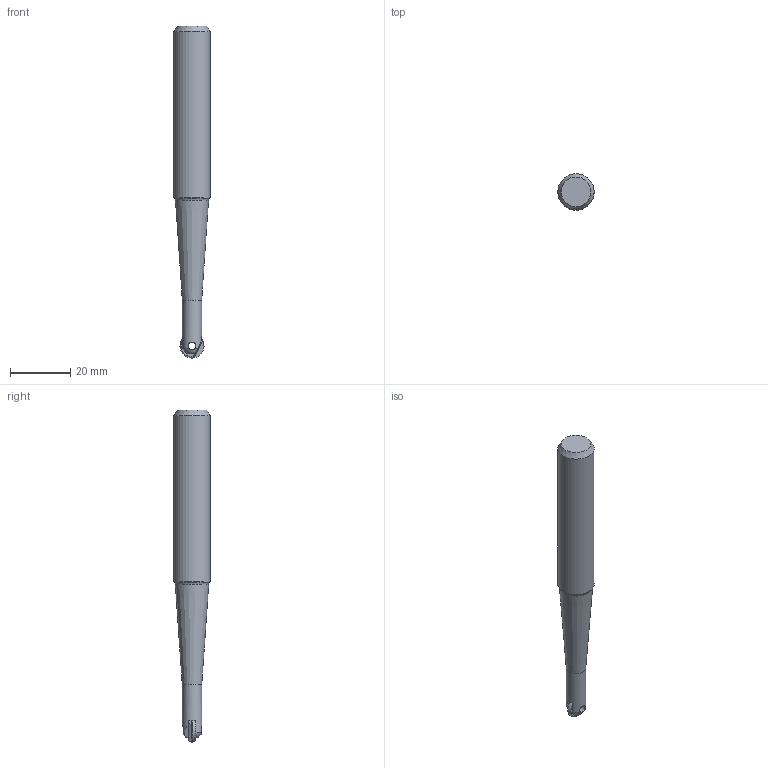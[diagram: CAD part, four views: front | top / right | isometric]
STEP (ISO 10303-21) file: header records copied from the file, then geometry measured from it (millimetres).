
FILE_DESCRIPTION(/* description */ (''),/* implementation_level */ '2;1');
FILE_NAME(/* name */ '1591083054310.stp',/* time_stamp */ '2020-06-02T13:01:18+06:00',/* author */ (''),/* organization */ ('SMS'),/* preprocessor_version */ 'ST-DEVELOPER v16.7',/* originating_system */ 'SIEMENS PLM Software NX 12.0',/* authorisation */ '');
FILE_SCHEMA (('AUTOMOTIVE_DESIGN { 1 0 10303 214 3 1 1 1 }'));
Length unit declared in the file: millimetre
Products named in the file (4): ASSEMBLY_CONSTRUCTION; 202436534mod000_00; 202448208mod000_00; 202448501mod000_00
Assembly tree (3 placements, depth 2):
  202448501mod000_00
    202448208mod000_00
    202436534mod000_00
    ASSEMBLY_CONSTRUCTION
Bounding box: 12 x 12 x 110 mm (x, y, z)
Volume: 9061.1 mm3; surface area: 3726.4 mm2
Topology: 2 solids, 2 shells, 34 faces, 91 edges, 68 vertices
Faces by surface type: plane 15, cylinder 8, cone 7, sphere 2, torus 2
Full cylindrical faces by diameter (mm): 2.5 x1, 2.505 x1, 2.6 x1, 6.45 x1, 11.998 x1
Entity records: 1375 total; most frequent: CARTESIAN_POINT 374, DIRECTION 188, ORIENTED_EDGE 154, AXIS2_PLACEMENT_3D 83, EDGE_CURVE 77, VERTEX_POINT 55, EDGE_LOOP 48, CIRCLE 35
